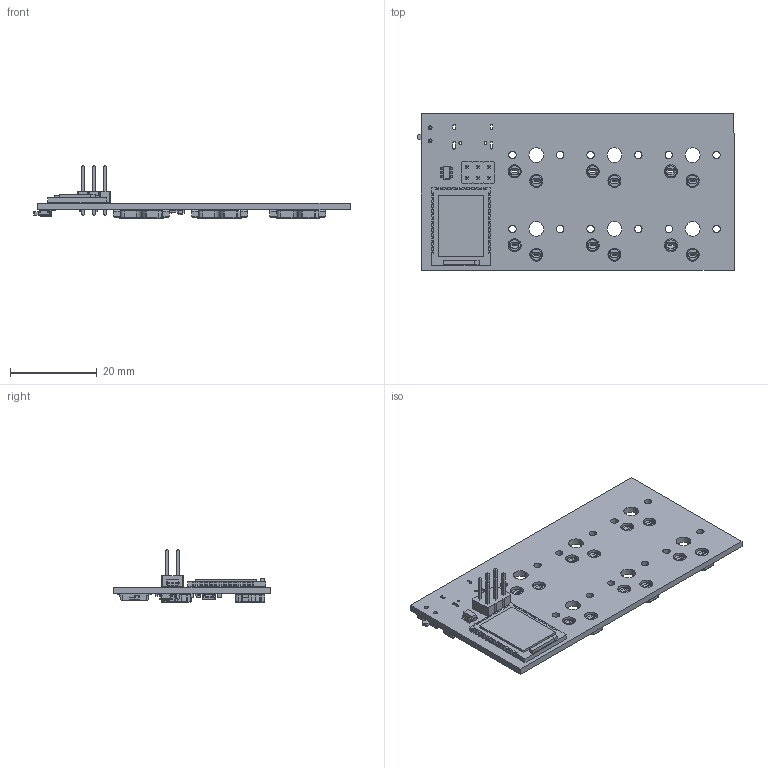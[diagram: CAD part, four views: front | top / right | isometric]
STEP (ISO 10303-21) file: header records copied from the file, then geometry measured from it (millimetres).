
FILE_DESCRIPTION(('KiCad electronic assembly'),'2;1');
FILE_NAME('pcb.step','2025-06-18T08:47:09',('Pcbnew'),('Kicad'), 'Open CASCADE STEP processor 7.8','KiCad to STEP converter','Unknown' );
FILE_SCHEMA(('AUTOMOTIVE_DESIGN { 1 0 10303 214 1 1 1 1 }'));
Length unit declared in the file: millimetre
Products named in the file (16): pcb 1; SOT-23-6; PinHeader_2x03_P2.54mm_Vertical; holyiot_18010_nRF52840; HS_CPG135001S30_Choc; pin; socket; R_0603_1608Metric; Fuse_1206_3216Metric; SW_SPST_B3U-1000P; C_0603_1608Metric; LED_0603_1608Metric; SOT-23-3; SW_SPDT_PCM12; C_0402_1005Metric; pcb_PCB
Assembly tree (31 placements, depth 3):
  pcb 1
    SOT-23-6
    PinHeader_2x03_P2.54mm_Vertical
    holyiot_18010_nRF52840
    HS_CPG135001S30_Choc  x6
      pin
      socket
    R_0603_1608Metric  x6
    Fuse_1206_3216Metric
    SW_SPST_B3U-1000P
    C_0603_1608Metric  x6
    LED_0603_1608Metric
    SOT-23-3
    SW_SPDT_PCM12
    C_0402_1005Metric
    pcb_PCB
Bounding box: 72.81 x 36.05 x 12.18 mm (x, y, z)
Volume: 4639 mm3; surface area: 8815.8 mm2
Topology: 79 solids, 79 shells, 3499 faces, 8783 edges, 5476 vertices
Faces by surface type: plane 2274, cylinder 819, bspline 250, torus 77, cone 62, sphere 17
Full cylindrical faces by diameter (mm): 0.65 x2, 0.8 x2, 0.9 x2, 1 x6, 1.5 x1, 1.7 x12, 2.9 x12, 3 x12, 3.4 x6
Entity records: 54563 total; most frequent: CARTESIAN_POINT 9040, ORIENTED_EDGE 8040, DIRECTION 7772, EDGE_CURVE 4020, LINE 3226, VECTOR 3226, VERTEX_POINT 2535, AXIS2_PLACEMENT_3D 2273
